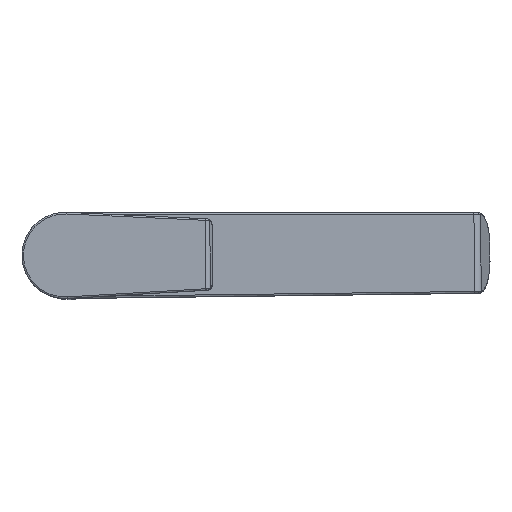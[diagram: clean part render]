
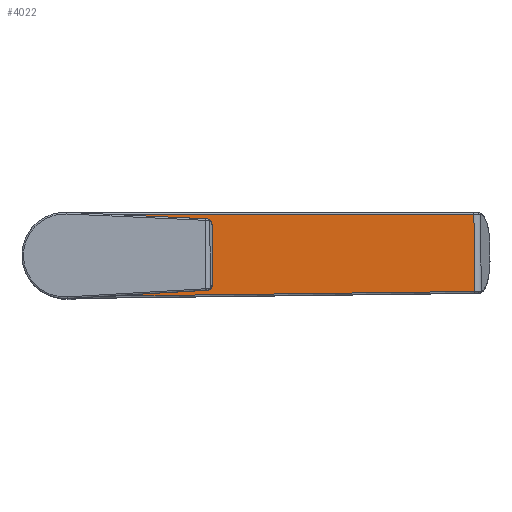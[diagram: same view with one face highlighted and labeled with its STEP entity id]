
A CAD part, top view. The second image highlights one B-rep face of the part: STEP entity #4022.
In plain terms, the highlighted planar face has unit normal (-0.006, 0, 1).
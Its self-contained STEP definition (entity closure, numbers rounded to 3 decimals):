
#404=LINE('',#11602,#577);
#405=LINE('',#11604,#578);
#406=LINE('',#11605,#579);
#577=VECTOR('',#5489,203.758);
#578=VECTOR('',#5490,38.403);
#579=VECTOR('',#5491,203.758);
#739=FACE_BOUND('',#1199,.T.);
#929=FACE_OUTER_BOUND('',#1198,.T.);
#1198=EDGE_LOOP('',(#3386,#3387,#3388,#3389));
#1199=EDGE_LOOP('',(#3390));
#1519=CIRCLE('',#4527,17.25);
#1521=CIRCLE('',#4530,20.5);
#1841=VERTEX_POINT('',#11547);
#1845=VERTEX_POINT('',#11595);
#1846=VERTEX_POINT('',#11599);
#1847=VERTEX_POINT('',#11600);
#1848=VERTEX_POINT('',#11603);
#2379=EDGE_CURVE('',#1845,#1845,#1519,.T.);
#2381=EDGE_CURVE('',#1846,#1847,#1521,.T.);
#2382=EDGE_CURVE('',#1847,#1841,#404,.T.);
#2383=EDGE_CURVE('',#1841,#1848,#405,.T.);
#2384=EDGE_CURVE('',#1848,#1846,#406,.T.);
#3386=ORIENTED_EDGE('',*,*,#2381,.T.);
#3387=ORIENTED_EDGE('',*,*,#2382,.T.);
#3388=ORIENTED_EDGE('',*,*,#2383,.T.);
#3389=ORIENTED_EDGE('',*,*,#2384,.T.);
#3390=ORIENTED_EDGE('',*,*,#2379,.T.);
#3817=PLANE('',#4529);
#4022=ADVANCED_FACE('',(#929,#739),#3817,.F.);
#4527=AXIS2_PLACEMENT_3D('',#11596,#5481,#5482);
#4529=AXIS2_PLACEMENT_3D('',#11598,#5485,#5486);
#4530=AXIS2_PLACEMENT_3D('',#11601,#5487,#5488);
#5481=DIRECTION('center_axis',(0.006,0.,
-1.));
#5482=DIRECTION('ref_axis',(-1.,-0.006,-0.006));
#5485=DIRECTION('center_axis',(0.006,0.,
-1.));
#5486=DIRECTION('ref_axis',(-1.,-0.006,-0.006));
#5487=DIRECTION('center_axis',(-0.006,0.,
1.));
#5488=DIRECTION('ref_axis',(0.,1.,0.));
#5489=DIRECTION('',(1.,0.013,0.006));
#5490=DIRECTION('',(-0.006,1.,0.));
#5491=DIRECTION('',(-1.,0.,-0.006));
#11547=CARTESIAN_POINT('',(202.23,-19.304,278.865));
#11595=CARTESIAN_POINT('',(15.479,-1.133,277.676));
#11596=CARTESIAN_POINT('Origin',(-1.768,-1.401,277.566));
#11598=CARTESIAN_POINT('Origin',(-1.768,-1.401,277.566));
#11599=CARTESIAN_POINT('',(-1.768,19.099,277.566));
#11600=CARTESIAN_POINT('',(-1.507,-21.899,277.567));
#11601=CARTESIAN_POINT('Origin',(-1.768,-1.401,277.566));
#11602=CARTESIAN_POINT('',(-1.507,-21.899,277.567));
#11603=CARTESIAN_POINT('',(201.986,19.099,278.864));
#11604=CARTESIAN_POINT('',(202.23,-19.304,278.865));
#11605=CARTESIAN_POINT('',(201.986,19.099,278.864));
